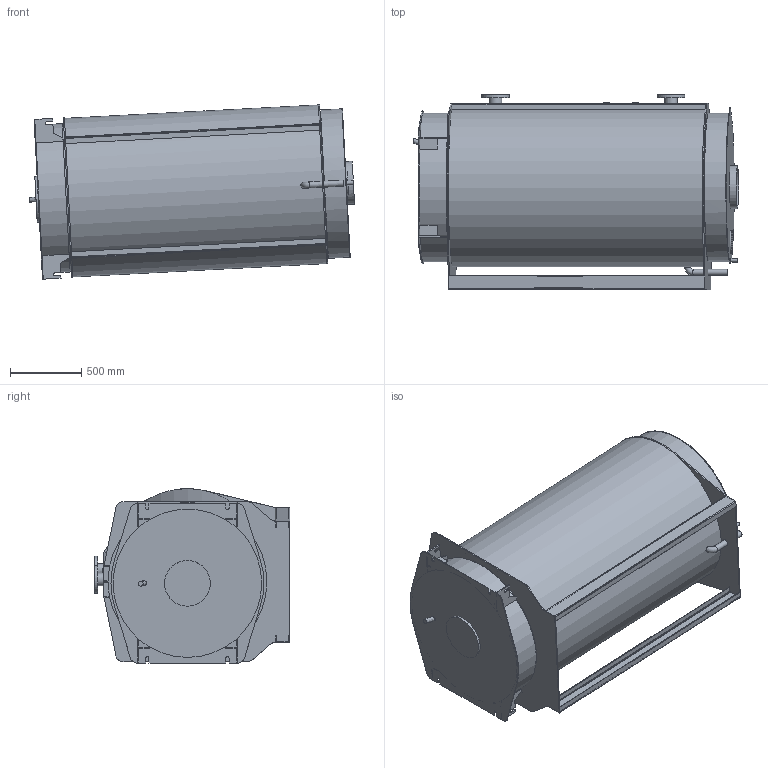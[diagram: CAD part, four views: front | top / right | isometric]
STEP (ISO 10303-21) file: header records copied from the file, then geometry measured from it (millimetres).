
FILE_DESCRIPTION(/* description */ (''),/* implementation_level */ '2;1');
FILE_NAME(/* name */ 'Сборка WL 650.stp',/* time_stamp */ '2022-04-18T16:01:47+07:00',/* author */ ('Urchenko'),/* organization */ (''),/* preprocessor_version */ 'ST-DEVELOPER v18',/* originating_system */ 'Autodesk Inventor 2020',/* authorisation */ '');
FILE_SCHEMA (('AUTOMOTIVE_DESIGN { 1 0 10303 214 3 1 1 }'));
Length unit declared in the file: millimetre
Products named in the file (5): Сборка 650; 650 Корпус (изм); Дверь задняя 
500-650; Дверь фронтовая 
500-650; Фланец 1-80-16 ГОСТ 
12820-80
Assembly tree (5 placements, depth 2):
  Сборка 650
    650 Корпус (изм)
    Дверь задняя 
500-650
    Дверь фронтовая 
500-650
    Фланец 1-80-16 ГОСТ 
12820-80  x2
Bounding box: 2275.72 x 1366 x 1220.42 mm (x, y, z)
Volume: 2069400527.5 mm3; surface area: 17610464 mm2
Topology: 7 solids, 9 shells, 314 faces, 965 edges, 652 vertices
Faces by surface type: plane 196, cylinder 113, bspline 2, cone 2, torus 1
Full cylindrical faces by diameter (mm): 18 x8, 25 x1, 26 x1, 42 x2, 45 x2, 50 x1, 89 x4, 91 x2, 160 x1, 195 x2, 294 x1, 300 x1, 320 x1, 1024 x2, 1040 x2
Entity records: 11249 total; most frequent: CARTESIAN_POINT 2493, ORIENTED_EDGE 1862, DIRECTION 1759, EDGE_CURVE 933, VERTEX_POINT 628, LINE 615, VECTOR 615, AXIS2_PLACEMENT_3D 572
